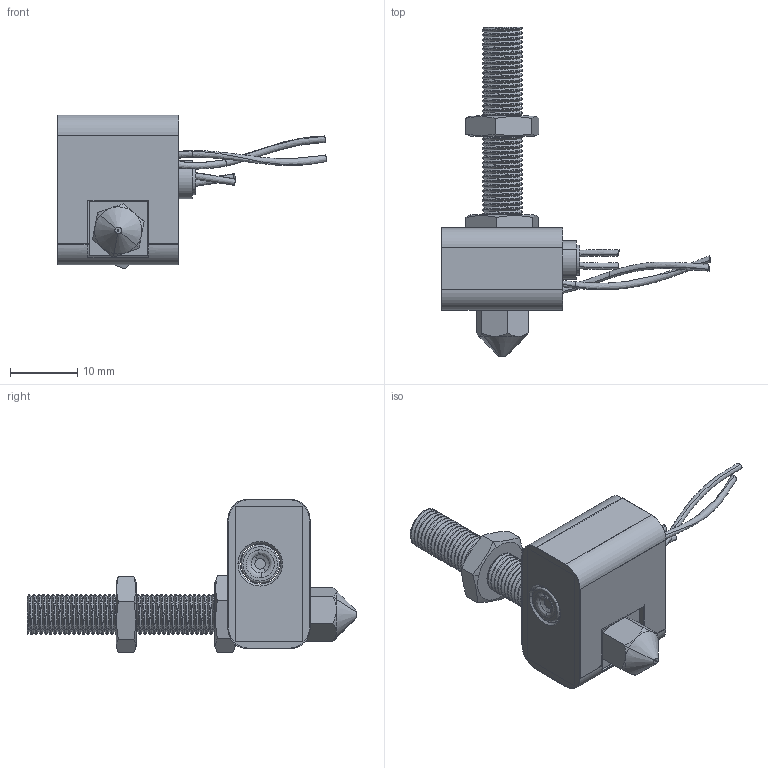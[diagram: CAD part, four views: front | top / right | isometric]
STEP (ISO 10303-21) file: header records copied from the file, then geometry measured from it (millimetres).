
FILE_DESCRIPTION (( 'STEP AP203' ), '1' );
FILE_NAME ('MK8+ NEMA17 4401 3D PRINTER.STEP', '2022-07-09T21:32:21', ( '' ), ( '' ), 'SwSTEP 2.0', 'SolidWorks 2014', '' );
FILE_SCHEMA (( 'CONFIG_CONTROL_DESIGN' ));
Length unit declared in the file: millimetre
Products named in the file (12): _31; _27; _34; _28; _32; MK8+ NEMA17 4401 3D PRINTER; _29; _33; _26; _30; 淟蠈罽; _25
Assembly tree (12 placements, depth 3):
  MK8+ NEMA17 4401 3D PRINTER
    淟蠈罽
      _25
      _27
      _28
      _30  x2
      _32
      _33
      _34
      _26
      _29
      _31
Bounding box: 39.86 x 48.82 x 22.81 mm (x, y, z)
Volume: 5174.2 mm3; surface area: 9633.6 mm2
Topology: 13 solids, 13 shells, 518 faces, 1356 edges, 860 vertices
Faces by surface type: bspline 237, cylinder 164, plane 85, cone 32
Entity records: 26691 total; most frequent: CARTESIAN_POINT 14882, ORIENTED_EDGE 2632, DIRECTION 1421, EDGE_CURVE 1316, VERTEX_POINT 834, B_SPLINE_CURVE_WITH_KNOTS 599, LINE 531, VECTOR 531
